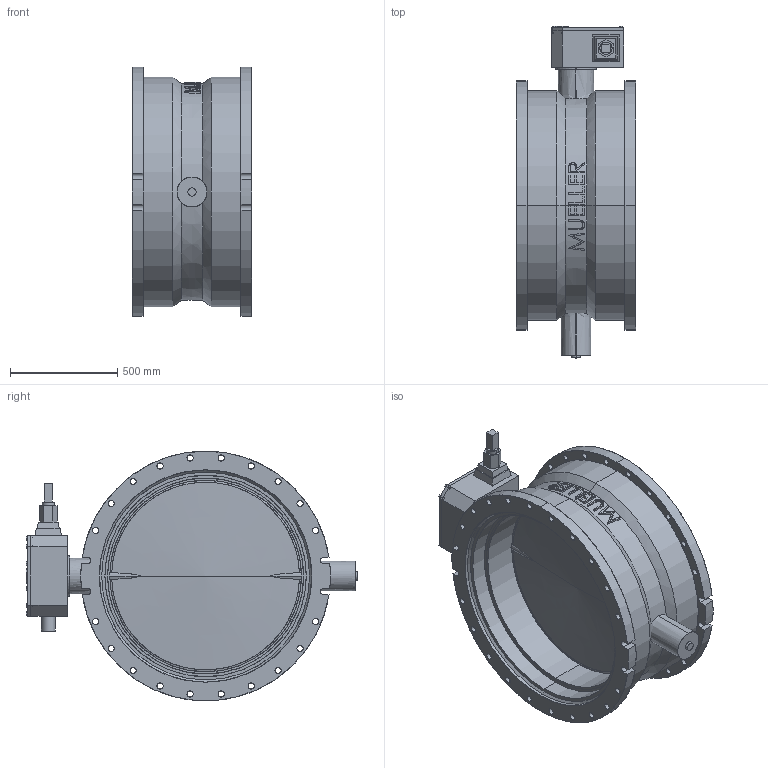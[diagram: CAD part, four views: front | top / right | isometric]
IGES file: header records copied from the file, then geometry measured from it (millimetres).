
Start section: SolidWorks IGES file using analytic representation for surfaces
Global section: file name: muller_valve_assy.IGS; native system: SolidWorks 2012; preprocessor: SolidWorks 2012; author: CAD; date: 150428.134306; units: millimetre
Bounding box: 558.8 x 1549.27 x 1165.35 mm (x, y, z)
Surface area: 9664355.1 mm2 (no closed solid volume)
Topology: 0 solids, 0 shells, 482 faces, 9083 edges, 9079 vertices
Faces by surface type: bspline 259, revolution 223
